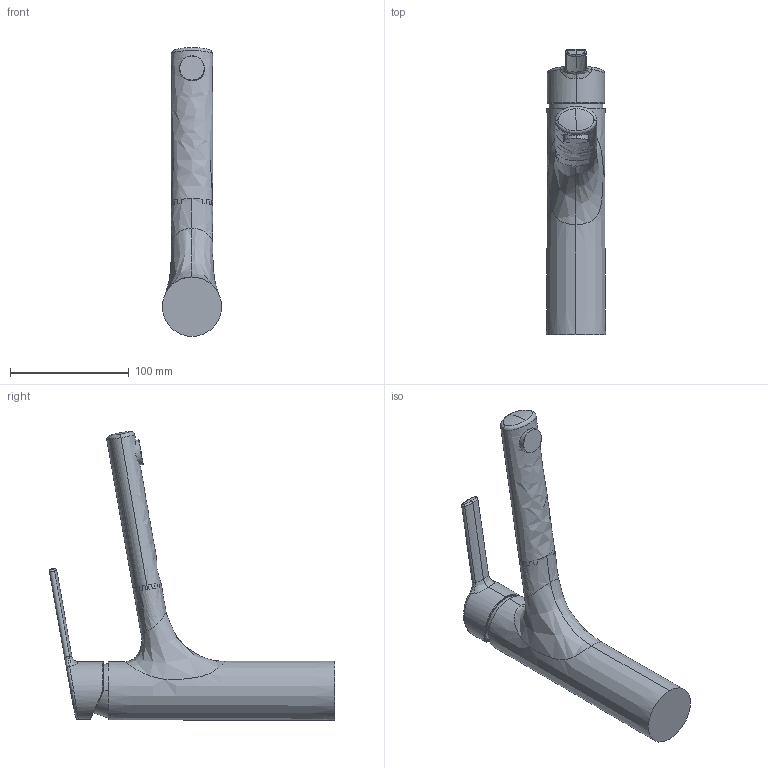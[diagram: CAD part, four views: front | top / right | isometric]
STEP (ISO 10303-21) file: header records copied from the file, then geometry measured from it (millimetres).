
FILE_DESCRIPTION (( 'STEP AP203' ), '1' );
FILE_NAME ('03342273.STEP', '2018-03-13T07:01:01', ( '' ), ( '' ), 'SwSTEP 2.0', 'SolidWorks 2016', '' );
FILE_SCHEMA (( 'CONFIG_CONTROL_DESIGN' ));
Length unit declared in the file: millimetre
Products named in the file (1): 03342273
Bounding box: 50 x 240.36 x 243.3 mm (x, y, z)
Volume: 576985.8 mm3; surface area: 61259.3 mm2
Topology: 1 solids, 1 shells, 67 faces, 206 edges, 140 vertices
Faces by surface type: bspline 45, cylinder 10, plane 5, cone 4, torus 3
Entity records: 7740 total; most frequent: CARTESIAN_POINT 6263, ORIENTED_EDGE 404, EDGE_CURVE 202, VERTEX_POINT 140, B_SPLINE_CURVE_WITH_KNOTS 134, DIRECTION 125, EDGE_LOOP 70, FACE_OUTER_BOUND 67
